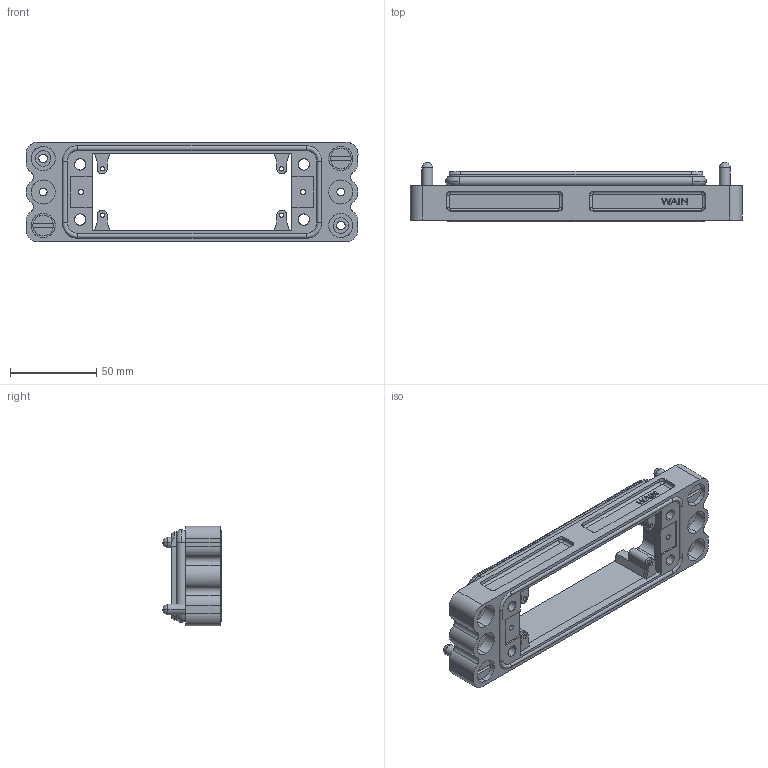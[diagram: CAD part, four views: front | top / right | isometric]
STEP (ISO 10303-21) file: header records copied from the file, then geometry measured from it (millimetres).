
FILE_DESCRIPTION(/* description */ (''),/* implementation_level */ '2;1');
FILE_NAME(/* name */ '3D_1136243301001_HP24B_H-BK-4H_V1.1.stp',/* time_stamp */ '2023-12-20T16:55:47+08:00',/* author */ (''),/* organization */ (''),/* preprocessor_version */ 'ST-DEVELOPER v18.1',/* originating_system */ 'SIEMENS PLM Software NX 1980',/* authorisation */ '');
FILE_SCHEMA (('AUTOMOTIVE_DESIGN { 1 0 10303 214 3 1 1 1 }'));
Length unit declared in the file: millimetre
Products named in the file (1): 3D_1136243301001_HP24B_H-BK-4H_V1.0_stp
Bounding box: 193 x 34.3 x 58 mm (x, y, z)
Volume: 100650.6 mm3; surface area: 50032.3 mm2
Topology: 1 solids, 5 shells, 573 faces, 1564 edges, 1036 vertices
Faces by surface type: plane 306, cylinder 155, cone 52, torus 24, bspline 16, extrusion 16, sphere 4
Entity records: 19457 total; most frequent: CARTESIAN_POINT 5681, ORIENTED_EDGE 3112, DIRECTION 2421, EDGE_CURVE 1556, VERTEX_POINT 1032, VECTOR 813, AXIS2_PLACEMENT_3D 804, LINE 797
